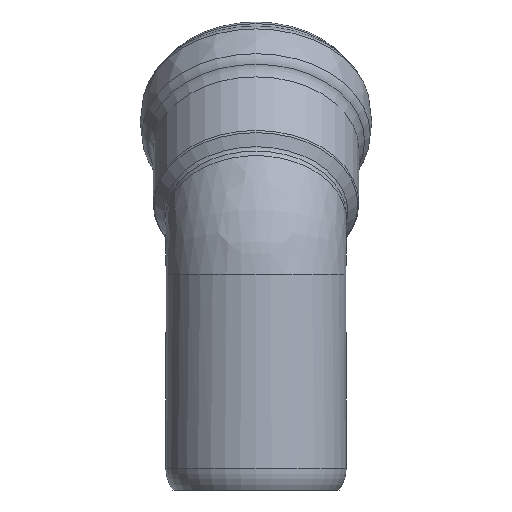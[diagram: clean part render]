
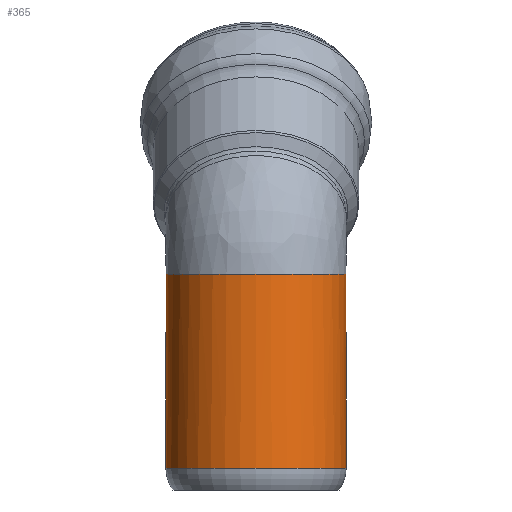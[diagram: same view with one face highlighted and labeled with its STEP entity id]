
A CAD part, left-side view. The second image highlights one B-rep face of the part: STEP entity #365.
In plain terms, the highlighted cylindrical face has radius 29.1 mm (diameter 58.2 mm), a full revolution.
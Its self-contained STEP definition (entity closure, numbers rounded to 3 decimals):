
#20=ELLIPSE('',#404,31.824,29.1);
#28=CYLINDRICAL_SURFACE('',#407,29.1);
#43=FACE_BOUND('',#108,.T.);
#71=FACE_OUTER_BOUND('',#107,.T.);
#107=EDGE_LOOP('',(#279));
#108=EDGE_LOOP('',(#280,#281));
#158=CIRCLE('',#396,29.1);
#163=CIRCLE('',#408,29.1);
#191=VERTEX_POINT('',#592);
#196=VERTEX_POINT('',#629);
#198=VERTEX_POINT('',#638);
#226=EDGE_CURVE('',#191,#191,#158,.T.);
#232=EDGE_CURVE('',#196,#198,#20,.T.);
#237=EDGE_CURVE('',#198,#196,#163,.T.);
#279=ORIENTED_EDGE('',*,*,#226,.T.);
#280=ORIENTED_EDGE('',*,*,#232,.F.);
#281=ORIENTED_EDGE('',*,*,#237,.F.);
#365=ADVANCED_FACE('',(#71,#43),#28,.T.);
#396=AXIS2_PLACEMENT_3D('',#593,#464,#465);
#404=AXIS2_PLACEMENT_3D('',#639,#480,#481);
#407=AXIS2_PLACEMENT_3D('',#683,#486,#487);
#408=AXIS2_PLACEMENT_3D('',#684,#488,#489);
#464=DIRECTION('center_axis',(0.,0.,1.));
#465=DIRECTION('ref_axis',(-1.,0.,0.));
#480=DIRECTION('center_axis',(0.405,0.,0.914));
#481=DIRECTION('ref_axis',(0.914,0.,-0.405));
#486=DIRECTION('center_axis',(0.,0.,1.));
#487=DIRECTION('ref_axis',(-1.,0.,0.));
#488=DIRECTION('center_axis',(0.,0.,1.));
#489=DIRECTION('ref_axis',(-1.,0.,0.));
#592=CARTESIAN_POINT('',(-29.1,0.,7.));
#593=CARTESIAN_POINT('Origin',(0.,0.,7.));
#629=CARTESIAN_POINT('',(23.486,-17.182,69.603));
#638=CARTESIAN_POINT('',(23.486,17.182,69.603));
#639=CARTESIAN_POINT('Origin',(0.,0.,80.));
#683=CARTESIAN_POINT('Origin',(0.,0.,0.));
#684=CARTESIAN_POINT('Origin',(0.,0.,69.603));
